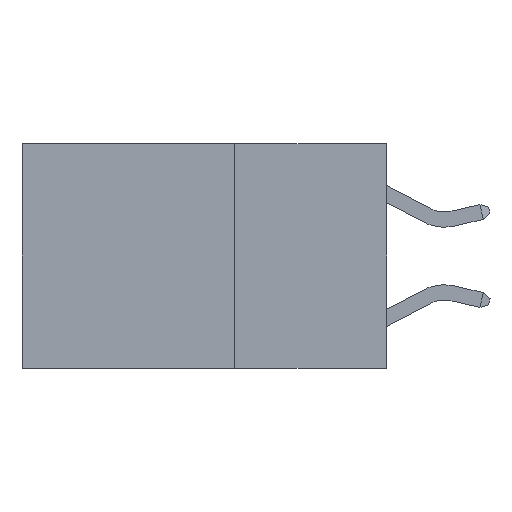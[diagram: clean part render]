
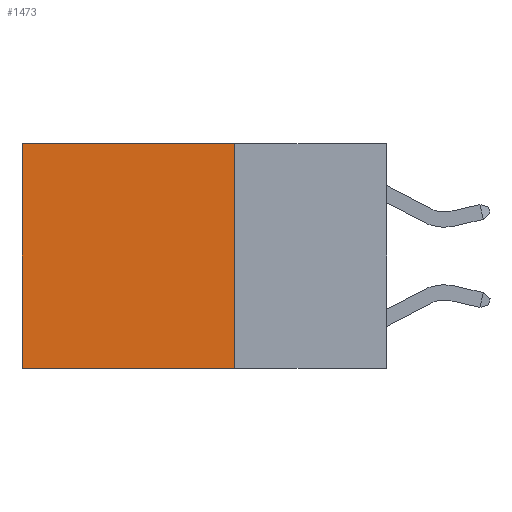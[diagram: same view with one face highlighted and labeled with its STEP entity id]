
A CAD part, left-side view. The second image highlights one B-rep face of the part: STEP entity #1473.
In plain terms, the highlighted planar face has unit normal (-1, 0, 0).
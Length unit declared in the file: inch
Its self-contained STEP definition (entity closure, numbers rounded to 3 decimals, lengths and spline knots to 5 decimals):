
#833 = LINE ( 'NONE', #2918, #4708 ) ;
#1139 = DIRECTION ( 'NONE',  ( 0., 1., 0. ) ) ;
#1180 = VERTEX_POINT ( 'NONE', #1515 ) ;
#1473 = ADVANCED_FACE ( 'NONE', ( #3774 ), #7172, .F. ) ;
#1480 = VERTEX_POINT ( 'NONE', #7328 ) ;
#1515 = CARTESIAN_POINT ( 'NONE',  ( 0.2625, 0.6, -0.37 ) ) ;
#1640 = ORIENTED_EDGE ( 'NONE', *, *, #5341, .T. ) ;
#1679 = ORIENTED_EDGE ( 'NONE', *, *, #1825, .F. ) ;
#1825 = EDGE_CURVE ( 'NONE', #1480, #9709, #833, .T. ) ;
#1913 = VECTOR ( 'NONE', #6800, 39.37008 ) ;
#2426 = EDGE_CURVE ( 'NONE', #9709, #1180, #3755, .T. ) ;
#2522 = DIRECTION ( 'NONE',  ( 0., 0., -1. ) ) ;
#2708 = DIRECTION ( 'NONE',  ( 0., 0., -1. ) ) ;
#2918 = CARTESIAN_POINT ( 'NONE',  ( 0.2625, 0.25, 0. ) ) ;
#3021 = ORIENTED_EDGE ( 'NONE', *, *, #2426, .F. ) ;
#3438 = CARTESIAN_POINT ( 'NONE',  ( 0.2625, 0.25, 0. ) ) ;
#3464 = AXIS2_PLACEMENT_3D ( 'NONE', #7346, #7161, #7148 ) ;
#3755 = LINE ( 'NONE', #6737, #1913 ) ;
#3774 = FACE_OUTER_BOUND ( 'NONE', #7635, .T. ) ;
#4708 = VECTOR ( 'NONE', #2708, 39.37008 ) ;
#4920 = CARTESIAN_POINT ( 'NONE',  ( 0.2625, 0.6, 0. ) ) ;
#5341 = EDGE_CURVE ( 'NONE', #1480, #6434, #8865, .T. ) ;
#6434 = VERTEX_POINT ( 'NONE', #4920 ) ;
#6601 = VECTOR ( 'NONE', #2522, 39.37008 ) ;
#6737 = CARTESIAN_POINT ( 'NONE',  ( 0.2625, 0.25, -0.37 ) ) ;
#6800 = DIRECTION ( 'NONE',  ( 0., 1., 0. ) ) ;
#6851 = VECTOR ( 'NONE', #1139, 39.37008 ) ;
#7148 = DIRECTION ( 'NONE',  ( 0., 0., -1. ) ) ;
#7161 = DIRECTION ( 'NONE',  ( 1., 0., 0. ) ) ;
#7172 = PLANE ( 'NONE',  #3464 ) ;
#7328 = CARTESIAN_POINT ( 'NONE',  ( 0.2625, 0.25, 0. ) ) ;
#7346 = CARTESIAN_POINT ( 'NONE',  ( 0.2625, 0.25, 0. ) ) ;
#7635 = EDGE_LOOP ( 'NONE', ( #8351, #3021, #1679, #1640 ) ) ;
#7856 = CARTESIAN_POINT ( 'NONE',  ( 0.2625, 0.6, 0. ) ) ;
#8351 = ORIENTED_EDGE ( 'NONE', *, *, #9891, .T. ) ;
#8619 = LINE ( 'NONE', #7856, #6601 ) ;
#8865 = LINE ( 'NONE', #3438, #6851 ) ;
#9709 = VERTEX_POINT ( 'NONE', #9947 ) ;
#9891 = EDGE_CURVE ( 'NONE', #6434, #1180, #8619, .T. ) ;
#9947 = CARTESIAN_POINT ( 'NONE',  ( 0.2625, 0.25, -0.37 ) ) ;
